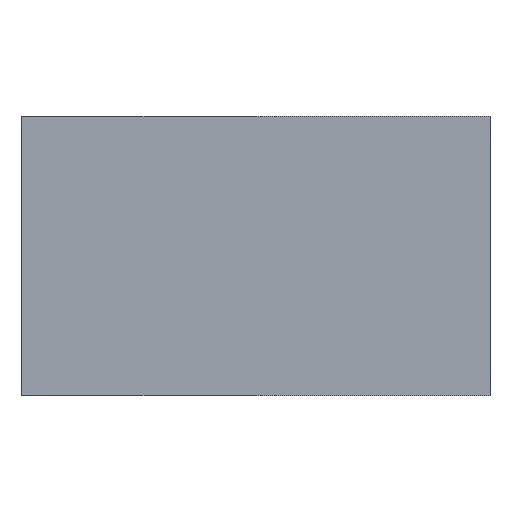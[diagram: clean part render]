
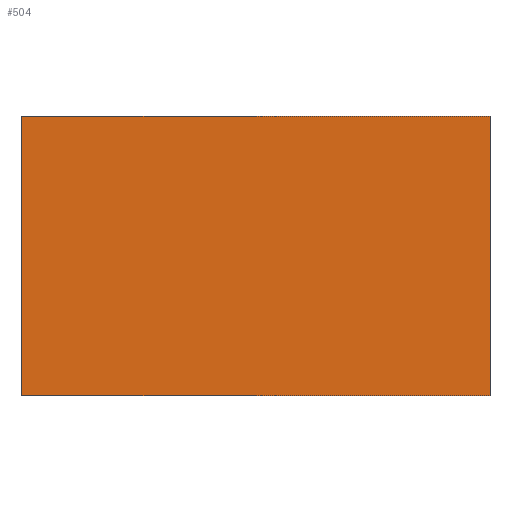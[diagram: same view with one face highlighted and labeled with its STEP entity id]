
A CAD part, front view. The second image highlights one B-rep face of the part: STEP entity #504.
In plain terms, the highlighted planar face has unit normal (0, -1, 0).
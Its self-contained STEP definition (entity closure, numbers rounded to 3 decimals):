
#19 = LINE ( 'NONE', #1624, #510 ) ;
#130 = DIRECTION ( 'NONE',  ( 0., 0., -1. ) ) ;
#146 = CARTESIAN_POINT ( 'NONE',  ( 5.1, -12.7, 0. ) ) ;
#286 = ORIENTED_EDGE ( 'NONE', *, *, #602, .F. ) ;
#293 = DIRECTION ( 'NONE',  ( 0., 0., -1. ) ) ;
#354 = VERTEX_POINT ( 'NONE', #1293 ) ;
#385 = VECTOR ( 'NONE', #293, 1000. ) ;
#407 = DIRECTION ( 'NONE',  ( 1., 0., 0. ) ) ;
#468 = CARTESIAN_POINT ( 'NONE',  ( 5.1, -12.7, 6.1 ) ) ;
#504 = ADVANCED_FACE ( 'NONE', ( #1531 ), #1209, .F. ) ;
#510 = VECTOR ( 'NONE', #130, 1000. ) ;
#541 = VERTEX_POINT ( 'NONE', #146 ) ;
#585 = AXIS2_PLACEMENT_3D ( 'NONE', #950, #1492, #1475 ) ;
#602 = EDGE_CURVE ( 'NONE', #871, #541, #19, .T. ) ;
#644 = ORIENTED_EDGE ( 'NONE', *, *, #1093, .F. ) ;
#650 = LINE ( 'NONE', #1072, #1622 ) ;
#747 = CARTESIAN_POINT ( 'NONE',  ( 5.1, -12.7, 0. ) ) ;
#773 = EDGE_CURVE ( 'NONE', #977, #354, #1051, .T. ) ;
#779 = VECTOR ( 'NONE', #1289, 1000. ) ;
#871 = VERTEX_POINT ( 'NONE', #468 ) ;
#908 = EDGE_CURVE ( 'NONE', #354, #541, #1579, .T. ) ;
#950 = CARTESIAN_POINT ( 'NONE',  ( 5.1, -12.7, 6.1 ) ) ;
#977 = VERTEX_POINT ( 'NONE', #1155 ) ;
#1000 = ORIENTED_EDGE ( 'NONE', *, *, #773, .T. ) ;
#1022 = ORIENTED_EDGE ( 'NONE', *, *, #908, .T. ) ;
#1051 = LINE ( 'NONE', #1096, #385 ) ;
#1056 = EDGE_LOOP ( 'NONE', ( #1022, #286, #644, #1000 ) ) ;
#1072 = CARTESIAN_POINT ( 'NONE',  ( 5.1, -12.7, 6.1 ) ) ;
#1093 = EDGE_CURVE ( 'NONE', #977, #871, #650, .T. ) ;
#1096 = CARTESIAN_POINT ( 'NONE',  ( -5.1, -12.7, 6.1 ) ) ;
#1155 = CARTESIAN_POINT ( 'NONE',  ( -5.1, -12.7, 6.1 ) ) ;
#1209 = PLANE ( 'NONE',  #585 ) ;
#1289 = DIRECTION ( 'NONE',  ( 1., 0., 0. ) ) ;
#1293 = CARTESIAN_POINT ( 'NONE',  ( -5.1, -12.7, 0. ) ) ;
#1475 = DIRECTION ( 'NONE',  ( 0., 0., 1. ) ) ;
#1492 = DIRECTION ( 'NONE',  ( 0., 1., 0. ) ) ;
#1531 = FACE_OUTER_BOUND ( 'NONE', #1056, .T. ) ;
#1579 = LINE ( 'NONE', #747, #779 ) ;
#1622 = VECTOR ( 'NONE', #407, 1000. ) ;
#1624 = CARTESIAN_POINT ( 'NONE',  ( 5.1, -12.7, 6.1 ) ) ;
